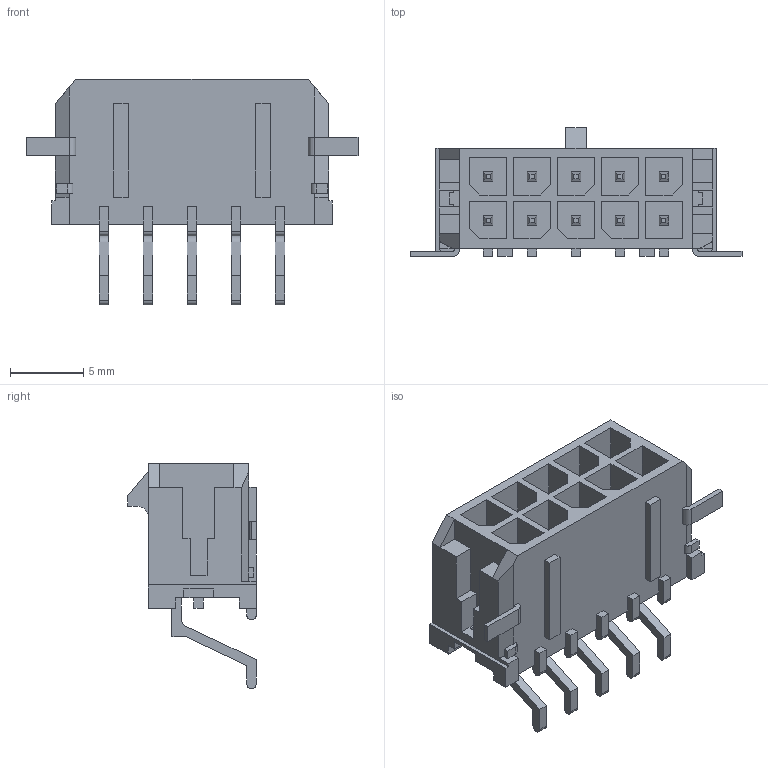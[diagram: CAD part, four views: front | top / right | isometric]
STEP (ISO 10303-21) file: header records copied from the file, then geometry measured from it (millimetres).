
FILE_DESCRIPTION((''),'2;1');
FILE_NAME('430451010','2016-02-03T',('me'),(''),'PRO/ENGINEER BY PARAMETRIC TECHNOLOGY CORPORATION, 2011490','PRO/ENGINEER BY PARAMETRIC TECHNOLOGY CORPORATION, 2011490','');
FILE_SCHEMA(('CONFIG_CONTROL_DESIGN'));
Length unit declared in the file: millimetre
Products named in the file (1): 430451010
Bounding box: 22.65 x 8.77 x 15.4 mm (x, y, z)
Volume: 776.8 mm3; surface area: 1803.2 mm2
Topology: 1 solids, 6 shells, 477 faces, 1273 edges, 836 vertices
Faces by surface type: plane 455, cylinder 22
Entity records: 14416 total; most frequent: CARTESIAN_POINT 2535, ORIENTED_EDGE 2446, DIRECTION 2273, VECTOR 1229, LINE 1229, EDGE_CURVE 1223, VERTEX_POINT 784, AXIS2_PLACEMENT_3D 522
